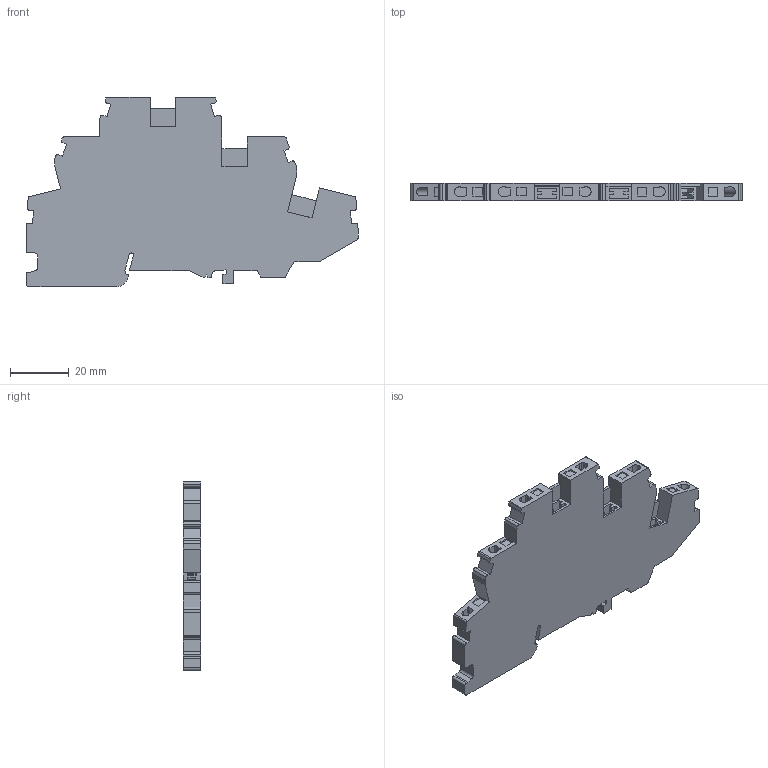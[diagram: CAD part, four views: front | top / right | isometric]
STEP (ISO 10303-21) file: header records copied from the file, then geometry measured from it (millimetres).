
FILE_DESCRIPTION(/* description */ ('Unknown'),/* implementation_level */ '2;1');
FILE_NAME(/* name */ 'DSS3L2_5_GY_3D-SOLID',/* time_stamp */ '2024-12-07T11:37:30+05:00',/* author */ ('Unknown'),/* organization */ ('Unknown'),/* preprocessor_version */ 'ST-DEVELOPER v16.7',/* originating_system */ 'Solid Edge',/* authorisation */ 'Unknown');
FILE_SCHEMA (('AUTOMOTIVE_DESIGN {1 0 10303 214 3 1 1}'));
Length unit declared in the file: millimetre
Products named in the file (1): DSS3L2_5_GY_3D-SOLID
Bounding box: 113 x 6 x 64.5 mm (x, y, z)
Volume: 27559.9 mm3; surface area: 14575.7 mm2
Topology: 1 solids, 1 shells, 252 faces, 705 edges, 470 vertices
Faces by surface type: plane 186, cylinder 53, bspline 13
Entity records: 10055 total; most frequent: CARTESIAN_POINT 1751, ORIENTED_EDGE 1410, DIRECTION 1265, EDGE_CURVE 705, LINE 573, VECTOR 573, VERTEX_POINT 470, AXIS2_PLACEMENT_3D 346
